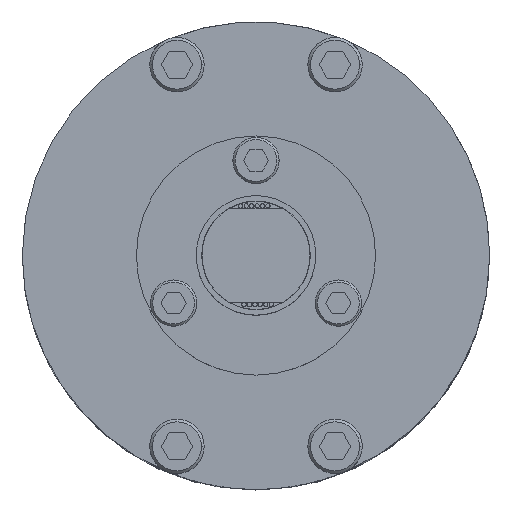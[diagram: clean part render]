
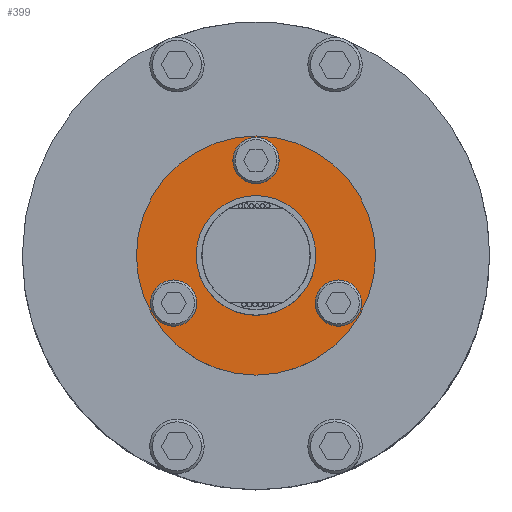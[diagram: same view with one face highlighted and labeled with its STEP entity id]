
A CAD part, top view. The second image highlights one B-rep face of the part: STEP entity #399.
In plain terms, the highlighted planar face has unit normal (0, 0, 1).
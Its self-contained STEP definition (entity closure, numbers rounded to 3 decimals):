
#66 = CARTESIAN_POINT ( 'NONE',  ( -4.25, 17.5, 109.4 ) ) ;
#117 = DIRECTION ( 'NONE',  ( 0., 0., 1. ) ) ;
#230 = ORIENTED_EDGE ( 'NONE', *, *, #5909, .F. ) ;
#319 = DIRECTION ( 'NONE',  ( -0.5, -0.866, 0. ) ) ;
#337 = CIRCLE ( 'NONE', #7125, 4.25 ) ;
#366 = DIRECTION ( 'NONE',  ( 0., 0., 1. ) ) ;
#373 = FACE_BOUND ( 'NONE', #3810, .T. ) ;
#388 = DIRECTION ( 'NONE',  ( 1., 0., 0. ) ) ;
#399 = ADVANCED_FACE ( 'NONE', ( #3498, #2037, #3319, #1837, #373 ), #2666, .T. ) ;
#413 = ORIENTED_EDGE ( 'NONE', *, *, #6248, .F. ) ;
#441 = DIRECTION ( 'NONE',  ( 0., 0., 1. ) ) ;
#538 = VERTEX_POINT ( 'NONE', #1697 ) ;
#618 = VERTEX_POINT ( 'NONE', #2862 ) ;
#697 = EDGE_CURVE ( 'NONE', #3554, #618, #6816, .T. ) ;
#703 = CARTESIAN_POINT ( 'NONE',  ( -11., 0., 109.4 ) ) ;
#927 = CIRCLE ( 'NONE', #4648, 4.25 ) ;
#966 = ORIENTED_EDGE ( 'NONE', *, *, #4359, .T. ) ;
#993 = AXIS2_PLACEMENT_3D ( 'NONE', #7081, #3735, #388 ) ;
#1088 = VERTEX_POINT ( 'NONE', #4027 ) ;
#1152 = CARTESIAN_POINT ( 'NONE',  ( -15.155, -8.75, 109.4 ) ) ;
#1176 = CIRCLE ( 'NONE', #6474, 4.25 ) ;
#1396 = DIRECTION ( 'NONE',  ( 0., 0., 1. ) ) ;
#1444 = VERTEX_POINT ( 'NONE', #3570 ) ;
#1588 = AXIS2_PLACEMENT_3D ( 'NONE', #5232, #2241, #6142 ) ;
#1690 = DIRECTION ( 'NONE',  ( 0., 0., 1. ) ) ;
#1697 = CARTESIAN_POINT ( 'NONE',  ( -13.03, -12.431, 109.4 ) ) ;
#1724 = DIRECTION ( 'NONE',  ( -0.5, 0.866, 0. ) ) ;
#1775 = CIRCLE ( 'NONE', #7194, 22. ) ;
#1837 = FACE_BOUND ( 'NONE', #2996, .T. ) ;
#1880 = CIRCLE ( 'NONE', #5676, 4.25 ) ;
#1909 = EDGE_CURVE ( 'NONE', #618, #3554, #337, .T. ) ;
#1921 = EDGE_CURVE ( 'NONE', #5184, #2448, #4954, .T. ) ;
#2016 = CARTESIAN_POINT ( 'NONE',  ( 17.28, -5.069, 109.4 ) ) ;
#2037 = FACE_BOUND ( 'NONE', #5415, .T. ) ;
#2233 = DIRECTION ( 'NONE',  ( 0., 0., -1. ) ) ;
#2241 = DIRECTION ( 'NONE',  ( 0., 0., -1. ) ) ;
#2272 = EDGE_CURVE ( 'NONE', #1088, #538, #1176, .T. ) ;
#2286 = ORIENTED_EDGE ( 'NONE', *, *, #1921, .T. ) ;
#2293 = ORIENTED_EDGE ( 'NONE', *, *, #2272, .F. ) ;
#2307 = CIRCLE ( 'NONE', #6513, 4.25 ) ;
#2413 = CARTESIAN_POINT ( 'NONE',  ( 22., 0., 109.4 ) ) ;
#2448 = VERTEX_POINT ( 'NONE', #2413 ) ;
#2666 = PLANE ( 'NONE',  #4130 ) ;
#2786 = ORIENTED_EDGE ( 'NONE', *, *, #3299, .T. ) ;
#2862 = CARTESIAN_POINT ( 'NONE',  ( 13.03, -12.431, 109.4 ) ) ;
#2996 = EDGE_LOOP ( 'NONE', ( #230, #3790 ) ) ;
#3134 = CIRCLE ( 'NONE', #4735, 11. ) ;
#3138 = CARTESIAN_POINT ( 'NONE',  ( -15.155, -8.75, 109.4 ) ) ;
#3224 = EDGE_CURVE ( 'NONE', #3329, #7008, #5285, .T. ) ;
#3289 = VERTEX_POINT ( 'NONE', #66 ) ;
#3299 = EDGE_CURVE ( 'NONE', #2448, #5184, #1775, .T. ) ;
#3319 = FACE_OUTER_BOUND ( 'NONE', #5933, .T. ) ;
#3329 = VERTEX_POINT ( 'NONE', #703 ) ;
#3364 = CARTESIAN_POINT ( 'NONE',  ( -22., 0., 109.4 ) ) ;
#3457 = CARTESIAN_POINT ( 'NONE',  ( 0., 0., 109.4 ) ) ;
#3498 = FACE_BOUND ( 'NONE', #6844, .T. ) ;
#3554 = VERTEX_POINT ( 'NONE', #2016 ) ;
#3570 = CARTESIAN_POINT ( 'NONE',  ( 4.25, 17.5, 109.4 ) ) ;
#3663 = DIRECTION ( 'NONE',  ( 0., 0., 1. ) ) ;
#3704 = DIRECTION ( 'NONE',  ( -0.5, 0.866, 0. ) ) ;
#3711 = CARTESIAN_POINT ( 'NONE',  ( 15.155, -8.75, 109.4 ) ) ;
#3735 = DIRECTION ( 'NONE',  ( 0., 0., 1. ) ) ;
#3790 = ORIENTED_EDGE ( 'NONE', *, *, #3911, .F. ) ;
#3810 = EDGE_LOOP ( 'NONE', ( #413, #2293 ) ) ;
#3911 = EDGE_CURVE ( 'NONE', #1444, #3289, #2307, .T. ) ;
#4026 = DIRECTION ( 'NONE',  ( 1., 0., 0. ) ) ;
#4027 = CARTESIAN_POINT ( 'NONE',  ( -17.28, -5.069, 109.4 ) ) ;
#4130 = AXIS2_PLACEMENT_3D ( 'NONE', #6553, #441, #4356 ) ;
#4278 = DIRECTION ( 'NONE',  ( -0.5, -0.866, 0. ) ) ;
#4356 = DIRECTION ( 'NONE',  ( 1., 0., 0. ) ) ;
#4359 = EDGE_CURVE ( 'NONE', #7008, #3329, #3134, .T. ) ;
#4432 = CARTESIAN_POINT ( 'NONE',  ( 11., 0., 109.4 ) ) ;
#4648 = AXIS2_PLACEMENT_3D ( 'NONE', #3138, #7049, #3704 ) ;
#4735 = AXIS2_PLACEMENT_3D ( 'NONE', #5578, #2233, #6130 ) ;
#4742 = CARTESIAN_POINT ( 'NONE',  ( 0., 17.5, 109.4 ) ) ;
#4798 = ORIENTED_EDGE ( 'NONE', *, *, #697, .F. ) ;
#4954 = CIRCLE ( 'NONE', #993, 22. ) ;
#5024 = CARTESIAN_POINT ( 'NONE',  ( 0., 17.5, 109.4 ) ) ;
#5055 = DIRECTION ( 'NONE',  ( 0., 0., 1. ) ) ;
#5184 = VERTEX_POINT ( 'NONE', #3364 ) ;
#5232 = CARTESIAN_POINT ( 'NONE',  ( 0., 0., 109.4 ) ) ;
#5285 = CIRCLE ( 'NONE', #1588, 11. ) ;
#5303 = DIRECTION ( 'NONE',  ( 1., 0., 0. ) ) ;
#5415 = EDGE_LOOP ( 'NONE', ( #5509, #966 ) ) ;
#5509 = ORIENTED_EDGE ( 'NONE', *, *, #3224, .T. ) ;
#5578 = CARTESIAN_POINT ( 'NONE',  ( 0., 0., 109.4 ) ) ;
#5591 = DIRECTION ( 'NONE',  ( 1., 0., 0. ) ) ;
#5612 = ORIENTED_EDGE ( 'NONE', *, *, #1909, .F. ) ;
#5676 = AXIS2_PLACEMENT_3D ( 'NONE', #4742, #1396, #5303 ) ;
#5909 = EDGE_CURVE ( 'NONE', #3289, #1444, #1880, .T. ) ;
#5933 = EDGE_LOOP ( 'NONE', ( #2286, #2786 ) ) ;
#6130 = DIRECTION ( 'NONE',  ( 1., 0., 0. ) ) ;
#6142 = DIRECTION ( 'NONE',  ( 1., 0., 0. ) ) ;
#6248 = EDGE_CURVE ( 'NONE', #538, #1088, #927, .T. ) ;
#6474 = AXIS2_PLACEMENT_3D ( 'NONE', #1152, #5055, #1724 ) ;
#6513 = AXIS2_PLACEMENT_3D ( 'NONE', #5024, #1690, #5591 ) ;
#6553 = CARTESIAN_POINT ( 'NONE',  ( 0., 0., 109.4 ) ) ;
#6816 = CIRCLE ( 'NONE', #6987, 4.25 ) ;
#6844 = EDGE_LOOP ( 'NONE', ( #4798, #5612 ) ) ;
#6987 = AXIS2_PLACEMENT_3D ( 'NONE', #7005, #3663, #319 ) ;
#7005 = CARTESIAN_POINT ( 'NONE',  ( 15.155, -8.75, 109.4 ) ) ;
#7008 = VERTEX_POINT ( 'NONE', #4432 ) ;
#7049 = DIRECTION ( 'NONE',  ( 0., 0., 1. ) ) ;
#7081 = CARTESIAN_POINT ( 'NONE',  ( 0., 0., 109.4 ) ) ;
#7125 = AXIS2_PLACEMENT_3D ( 'NONE', #3711, #366, #4278 ) ;
#7194 = AXIS2_PLACEMENT_3D ( 'NONE', #3457, #117, #4026 ) ;
